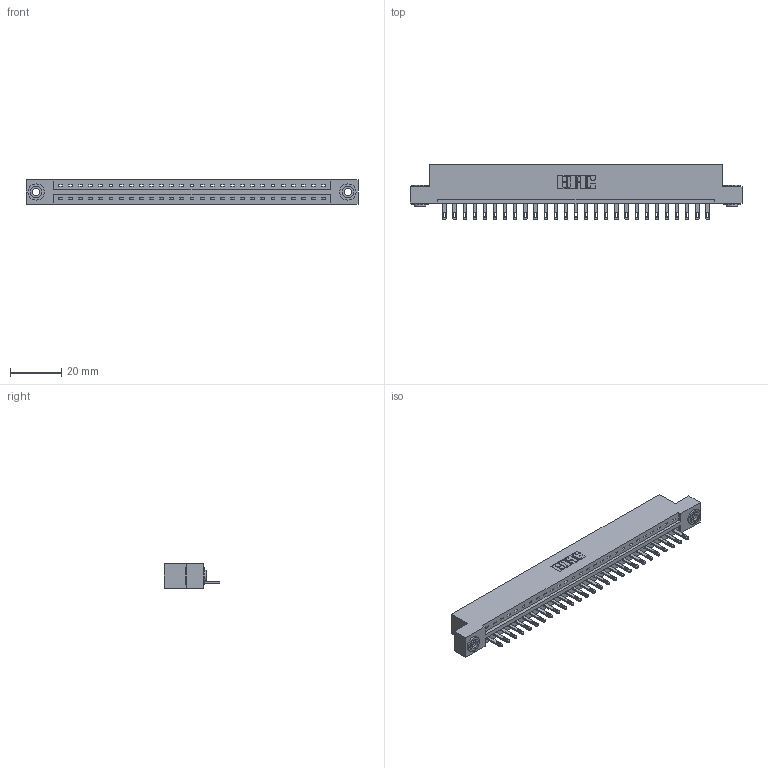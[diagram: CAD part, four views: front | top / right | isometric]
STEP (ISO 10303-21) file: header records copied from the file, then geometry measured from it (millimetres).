
FILE_DESCRIPTION (( 'STEP AP203' ), '1' );
FILE_NAME ('337-027-500-103.STEP', '2019-09-30T19:13:23', ( '' ), ( '' ), 'SwSTEP 2.0', 'SolidWorks 2016', '' );
FILE_SCHEMA (( 'CONFIG_CONTROL_DESIGN' ));
Length unit declared in the file: inch
Products named in the file (4): 337 Part_Flush Mounting Lugs - 0.156 Dia-TH; 345-292-001_345-293-100; 345-250-002_345-250-002-102; 337-027-500-103
Assembly tree (30 placements, depth 2):
  337-027-500-103
    337 Part_Flush Mounting Lugs - 0.156 Dia-TH
    345-292-001_345-293-100  x27
    345-250-002_345-250-002-102  x2
Bounding box: 130 x 21.85 x 9.4 mm (x, y, z)
Volume: 13359.4 mm3; surface area: 14017.5 mm2
Topology: 30 solids, 30 shells, 1718 faces, 5247 edges, 3494 vertices
Faces by surface type: plane 1160, cylinder 550, cone 8
Entity records: 22590 total; most frequent: CARTESIAN_POINT 3910, ORIENTED_EDGE 3866, DIRECTION 3357, EDGE_CURVE 1933, VECTOR 1777, LINE 1777, VERTEX_POINT 1286, AXIS2_PLACEMENT_3D 790
